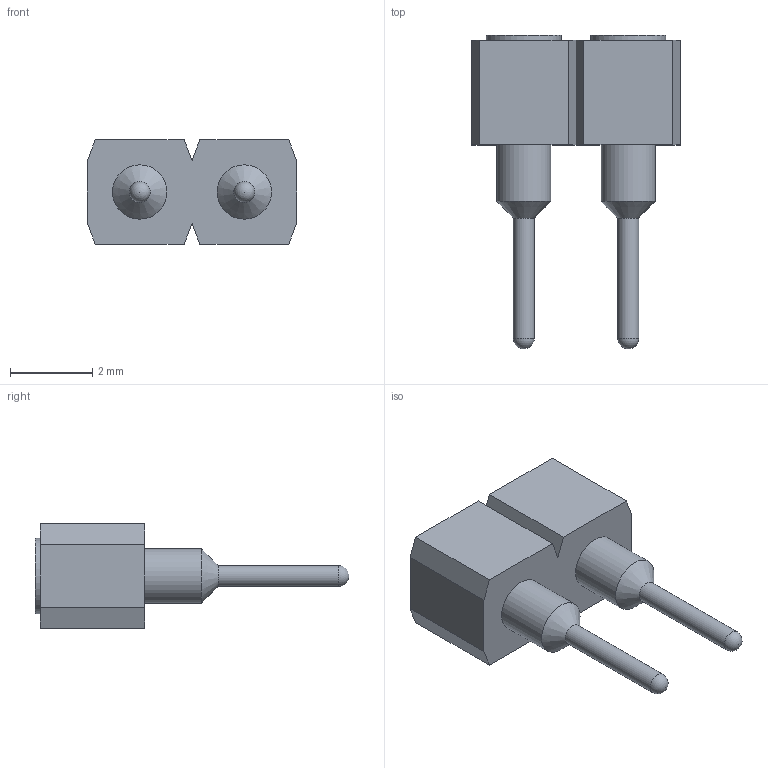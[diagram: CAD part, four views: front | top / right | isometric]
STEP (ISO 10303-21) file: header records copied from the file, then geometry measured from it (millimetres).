
FILE_DESCRIPTION(/* description */ ('STEP AP214'),/* implementation_level */ '2;1');
FILE_NAME(/* name */ 'SS-102-G-2',/* time_stamp */ '2022-10-29T14:56:40+02:00',/* author */ ('License CC BY-ND 4.0'),/* organization */ ('CADENAS'),/* preprocessor_version */ 'ST-DEVELOPER v18.102',/* originating_system */ 'PARTsolutions',/* authorisation */ ' ');
FILE_SCHEMA (('AUTOMOTIVE_DESIGN {1 0 10303 214 3 1 1}'));
Length unit declared in the file: inch
Products named in the file (3): SS-102-G-2; SC-1P1_pins; SS-102_socket
Assembly tree (3 placements, depth 2):
  SS-102-G-2
    SC-1P1_pins  x2
    SS-102_socket
Bounding box: 5.08 x 7.62 x 2.54 mm (x, y, z)
Volume: 31.4 mm3; surface area: 166.9 mm2
Topology: 3 solids, 3 shells, 54 faces, 114 edges, 74 vertices
Faces by surface type: plane 28, cylinder 16, cone 8, sphere 2
Full cylindrical faces by diameter (mm): 0.508 x2, 0.914 x2, 1.016 x2, 1.321 x6, 1.829 x4
Entity records: 1034 total; most frequent: DIRECTION 172, CARTESIAN_POINT 159, ORIENTED_EDGE 130, EDGE_CURVE 65, AXIS2_PLACEMENT_3D 65, FACE_BOUND 63, EDGE_LOOP 62, VERTEX_POINT 52
